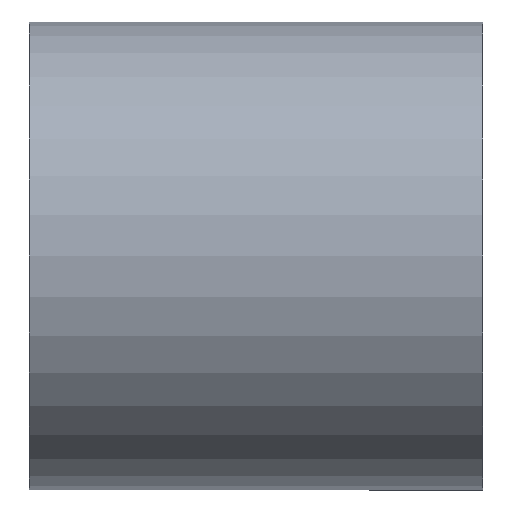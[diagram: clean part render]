
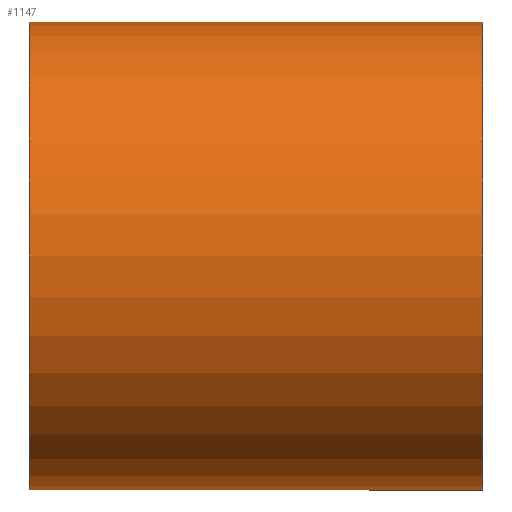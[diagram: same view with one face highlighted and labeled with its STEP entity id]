
A CAD part, front view. The second image highlights one B-rep face of the part: STEP entity #1147.
In plain terms, the highlighted cylindrical face has radius 50.8 mm (diameter 101.6 mm), a partial arc.
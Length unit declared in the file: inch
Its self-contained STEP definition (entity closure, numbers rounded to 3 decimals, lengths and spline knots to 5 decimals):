
#13 = AXIS2_PLACEMENT_3D ( 'NONE', #1076, #2279, #3166 ) ;
#83 = CARTESIAN_POINT ( 'NONE',  ( 3.875, 0., 2. ) ) ;
#255 = CARTESIAN_POINT ( 'NONE',  ( 0., 0., 2. ) ) ;
#426 = AXIS2_PLACEMENT_3D ( 'NONE', #809, #2860, #1123 ) ;
#491 = ORIENTED_EDGE ( 'NONE', *, *, #867, .F. ) ;
#540 = CARTESIAN_POINT ( 'NONE',  ( 0., 0., -2. ) ) ;
#602 = DIRECTION ( 'NONE',  ( 0., 0., 1. ) ) ;
#784 = CARTESIAN_POINT ( 'NONE',  ( 3.875, 0., -2. ) ) ;
#793 = ORIENTED_EDGE ( 'NONE', *, *, #2579, .T. ) ;
#809 = CARTESIAN_POINT ( 'NONE',  ( 0., 0., 0. ) ) ;
#867 = EDGE_CURVE ( 'NONE', #2544, #3692, #2018, .T. ) ;
#1076 = CARTESIAN_POINT ( 'NONE',  ( 3.875, 0., 0. ) ) ;
#1079 = VERTEX_POINT ( 'NONE', #255 ) ;
#1123 = DIRECTION ( 'NONE',  ( 0., 0., 1. ) ) ;
#1139 = CARTESIAN_POINT ( 'NONE',  ( 0., 0., 0. ) ) ;
#1147 = ADVANCED_FACE ( 'NONE', ( #2617 ), #3818, .T. ) ;
#1435 = EDGE_LOOP ( 'NONE', ( #491, #793, #1912, #3562 ) ) ;
#1436 = VERTEX_POINT ( 'NONE', #83 ) ;
#1712 = EDGE_CURVE ( 'NONE', #1436, #1079, #2227, .T. ) ;
#1880 = CIRCLE ( 'NONE', #13, 2. ) ;
#1912 = ORIENTED_EDGE ( 'NONE', *, *, #1712, .T. ) ;
#2003 = VECTOR ( 'NONE', #3080, 39.37008 ) ;
#2018 = LINE ( 'NONE', #540, #2211 ) ;
#2211 = VECTOR ( 'NONE', #3767, 39.37008 ) ;
#2227 = LINE ( 'NONE', #2779, #2003 ) ;
#2279 = DIRECTION ( 'NONE',  ( -1., 0., 0. ) ) ;
#2544 = VERTEX_POINT ( 'NONE', #784 ) ;
#2579 = EDGE_CURVE ( 'NONE', #2544, #1436, #1880, .T. ) ;
#2617 = FACE_OUTER_BOUND ( 'NONE', #1435, .T. ) ;
#2779 = CARTESIAN_POINT ( 'NONE',  ( 0., 0., 2. ) ) ;
#2860 = DIRECTION ( 'NONE',  ( -1., 0., 0. ) ) ;
#2894 = CIRCLE ( 'NONE', #3519, 2. ) ;
#3080 = DIRECTION ( 'NONE',  ( -1., 0., 0. ) ) ;
#3166 = DIRECTION ( 'NONE',  ( 0., 0., 1. ) ) ;
#3301 = DIRECTION ( 'NONE',  ( -1., 0., 0. ) ) ;
#3519 = AXIS2_PLACEMENT_3D ( 'NONE', #1139, #3301, #602 ) ;
#3562 = ORIENTED_EDGE ( 'NONE', *, *, #3809, .F. ) ;
#3692 = VERTEX_POINT ( 'NONE', #3811 ) ;
#3767 = DIRECTION ( 'NONE',  ( -1., 0., 0. ) ) ;
#3809 = EDGE_CURVE ( 'NONE', #3692, #1079, #2894, .T. ) ;
#3811 = CARTESIAN_POINT ( 'NONE',  ( 0., 0., -2. ) ) ;
#3818 = CYLINDRICAL_SURFACE ( 'NONE', #426, 2. ) ;
